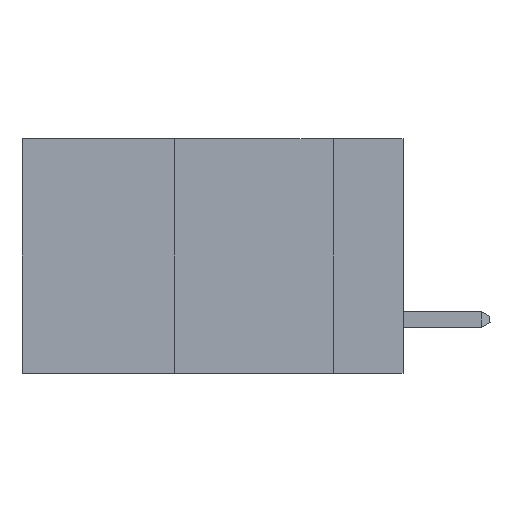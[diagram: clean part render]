
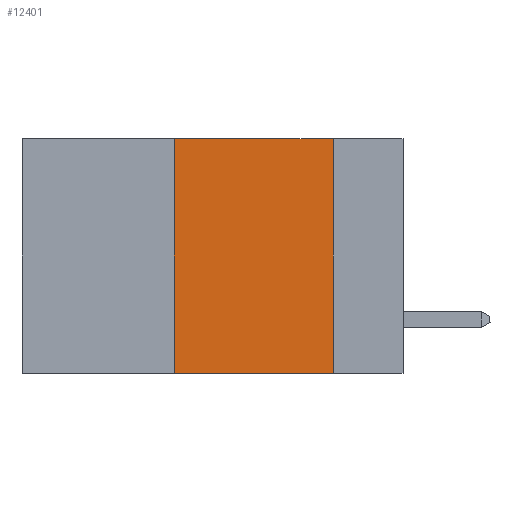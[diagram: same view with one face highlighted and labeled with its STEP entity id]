
A CAD part, left-side view. The second image highlights one B-rep face of the part: STEP entity #12401.
In plain terms, the highlighted planar face has unit normal (-1, 0, 0).
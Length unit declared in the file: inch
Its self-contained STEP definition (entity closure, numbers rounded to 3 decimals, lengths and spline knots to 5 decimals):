
#410 = CARTESIAN_POINT ( 'NONE',  ( 0., 0.6, -0.37 ) ) ;
#2130 = CARTESIAN_POINT ( 'NONE',  ( 0., 0.6, 0. ) ) ;
#2192 = EDGE_CURVE ( 'NONE', #4272, #8679, #3203, .T. ) ;
#2807 = LINE ( 'NONE', #4142, #7891 ) ;
#3191 = PLANE ( 'NONE',  #7525 ) ;
#3203 = LINE ( 'NONE', #410, #9215 ) ;
#3755 = CARTESIAN_POINT ( 'NONE',  ( 0., 0.36, 0. ) ) ;
#4142 = CARTESIAN_POINT ( 'NONE',  ( 0., 0.36, 0. ) ) ;
#4272 = VERTEX_POINT ( 'NONE', #8004 ) ;
#4296 = CARTESIAN_POINT ( 'NONE',  ( 0., 0.6, 0. ) ) ;
#4326 = CARTESIAN_POINT ( 'NONE',  ( 0., 0.11, -0.37 ) ) ;
#4666 = LINE ( 'NONE', #12977, #6671 ) ;
#5057 = VECTOR ( 'NONE', #12570, 39.37008 ) ;
#5422 = DIRECTION ( 'NONE',  ( 0., 0., 1. ) ) ;
#6671 = VECTOR ( 'NONE', #11747, 39.37008 ) ;
#6907 = VERTEX_POINT ( 'NONE', #3755 ) ;
#7022 = FACE_OUTER_BOUND ( 'NONE', #7339, .T. ) ;
#7339 = EDGE_LOOP ( 'NONE', ( #12716, #14251, #12860, #12390 ) ) ;
#7417 = DIRECTION ( 'NONE',  ( 0., -1., 0. ) ) ;
#7525 = AXIS2_PLACEMENT_3D ( 'NONE', #4296, #11209, #13738 ) ;
#7891 = VECTOR ( 'NONE', #5422, 39.37008 ) ;
#8004 = CARTESIAN_POINT ( 'NONE',  ( 0., 0.36, -0.37 ) ) ;
#8679 = VERTEX_POINT ( 'NONE', #4326 ) ;
#9215 = VECTOR ( 'NONE', #7417, 39.37008 ) ;
#9645 = CARTESIAN_POINT ( 'NONE',  ( 0., 0.11, 0. ) ) ;
#10365 = EDGE_CURVE ( 'NONE', #6907, #10596, #13822, .T. ) ;
#10596 = VERTEX_POINT ( 'NONE', #9645 ) ;
#11209 = DIRECTION ( 'NONE',  ( 1., 0., 0. ) ) ;
#11747 = DIRECTION ( 'NONE',  ( 0., 0., -1. ) ) ;
#11943 = EDGE_CURVE ( 'NONE', #10596, #8679, #4666, .T. ) ;
#12390 = ORIENTED_EDGE ( 'NONE', *, *, #2192, .T. ) ;
#12401 = ADVANCED_FACE ( 'NONE', ( #7022 ), #3191, .F. ) ;
#12570 = DIRECTION ( 'NONE',  ( 0., -1., 0. ) ) ;
#12716 = ORIENTED_EDGE ( 'NONE', *, *, #11943, .F. ) ;
#12860 = ORIENTED_EDGE ( 'NONE', *, *, #12881, .F. ) ;
#12881 = EDGE_CURVE ( 'NONE', #4272, #6907, #2807, .T. ) ;
#12977 = CARTESIAN_POINT ( 'NONE',  ( 0., 0.11, 0. ) ) ;
#13738 = DIRECTION ( 'NONE',  ( 0., 0., -1. ) ) ;
#13822 = LINE ( 'NONE', #2130, #5057 ) ;
#14251 = ORIENTED_EDGE ( 'NONE', *, *, #10365, .F. ) ;
